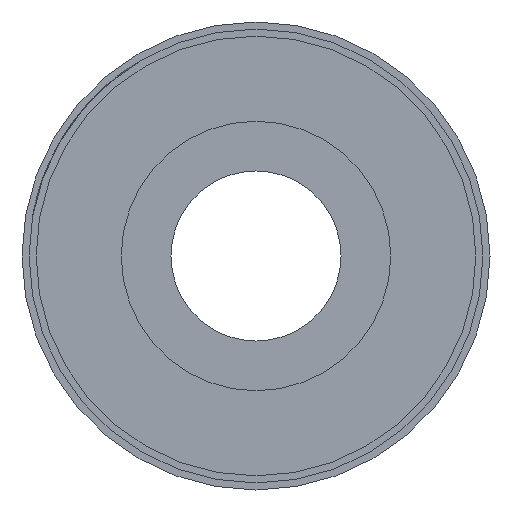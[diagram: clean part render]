
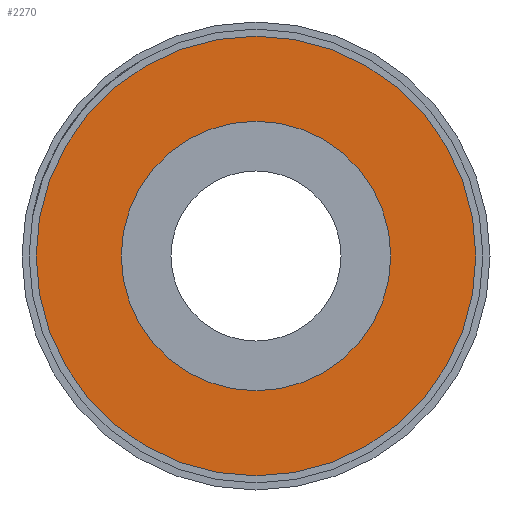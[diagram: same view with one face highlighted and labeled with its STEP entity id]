
A CAD part, left-side view. The second image highlights one B-rep face of the part: STEP entity #2270.
In plain terms, the highlighted planar face has unit normal (-1, 0, 0).
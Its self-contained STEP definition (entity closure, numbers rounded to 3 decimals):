
#538 = EDGE_CURVE ( 'NONE', #2392, #2899, #1672, .T. ) ;
#599 = DIRECTION ( 'NONE',  ( 0., 0., 1. ) ) ;
#705 = CARTESIAN_POINT ( 'NONE',  ( 0., 0., 0. ) ) ;
#752 = DIRECTION ( 'NONE',  ( -1., 0., 0. ) ) ;
#938 = AXIS2_PLACEMENT_3D ( 'NONE', #1377, #752, #1844 ) ;
#1308 = CIRCLE ( 'NONE', #2298, 9.5 ) ;
#1377 = CARTESIAN_POINT ( 'NONE',  ( 0., 0., 0. ) ) ;
#1408 = DIRECTION ( 'NONE',  ( -1., 0., 0. ) ) ;
#1569 = CIRCLE ( 'NONE', #6193, 15.5 ) ;
#1672 = CIRCLE ( 'NONE', #938, 9.5 ) ;
#1797 = AXIS2_PLACEMENT_3D ( 'NONE', #7013, #7162, #2902 ) ;
#1844 = DIRECTION ( 'NONE',  ( 0., 0., 1. ) ) ;
#1882 = DIRECTION ( 'NONE',  ( 0., 0., 1. ) ) ;
#2270 = ADVANCED_FACE ( 'NONE', ( #7743, #4738 ), #2385, .F. ) ;
#2298 = AXIS2_PLACEMENT_3D ( 'NONE', #4127, #5973, #599 ) ;
#2365 = CARTESIAN_POINT ( 'NONE',  ( 0., 0., -9.5 ) ) ;
#2385 = PLANE ( 'NONE',  #1797 ) ;
#2392 = VERTEX_POINT ( 'NONE', #6079 ) ;
#2444 = ORIENTED_EDGE ( 'NONE', *, *, #6703, .T. ) ;
#2599 = EDGE_LOOP ( 'NONE', ( #2444, #4088 ) ) ;
#2899 = VERTEX_POINT ( 'NONE', #2365 ) ;
#2902 = DIRECTION ( 'NONE',  ( 0., 0., -1. ) ) ;
#2971 = EDGE_CURVE ( 'NONE', #2899, #2392, #1308, .T. ) ;
#3797 = DIRECTION ( 'NONE',  ( 0., 0., 1. ) ) ;
#3798 = VERTEX_POINT ( 'NONE', #4812 ) ;
#3848 = EDGE_CURVE ( 'NONE', #3798, #4951, #1569, .T. ) ;
#3874 = ORIENTED_EDGE ( 'NONE', *, *, #2971, .F. ) ;
#4088 = ORIENTED_EDGE ( 'NONE', *, *, #3848, .T. ) ;
#4127 = CARTESIAN_POINT ( 'NONE',  ( 0., 0., 0. ) ) ;
#4230 = CARTESIAN_POINT ( 'NONE',  ( 0., 0., 0. ) ) ;
#4267 = ORIENTED_EDGE ( 'NONE', *, *, #538, .F. ) ;
#4343 = AXIS2_PLACEMENT_3D ( 'NONE', #705, #1408, #3797 ) ;
#4638 = CARTESIAN_POINT ( 'NONE',  ( 0., 0., 15.5 ) ) ;
#4738 = FACE_OUTER_BOUND ( 'NONE', #2599, .T. ) ;
#4812 = CARTESIAN_POINT ( 'NONE',  ( 0., 0., -15.5 ) ) ;
#4951 = VERTEX_POINT ( 'NONE', #4638 ) ;
#5457 = EDGE_LOOP ( 'NONE', ( #4267, #3874 ) ) ;
#5720 = CIRCLE ( 'NONE', #4343, 15.5 ) ;
#5973 = DIRECTION ( 'NONE',  ( -1., 0., 0. ) ) ;
#6079 = CARTESIAN_POINT ( 'NONE',  ( 0., 0., 9.5 ) ) ;
#6193 = AXIS2_PLACEMENT_3D ( 'NONE', #4230, #6613, #1882 ) ;
#6613 = DIRECTION ( 'NONE',  ( -1., 0., 0. ) ) ;
#6703 = EDGE_CURVE ( 'NONE', #4951, #3798, #5720, .T. ) ;
#7013 = CARTESIAN_POINT ( 'NONE',  ( 0., 0., 0. ) ) ;
#7162 = DIRECTION ( 'NONE',  ( 1., 0., 0. ) ) ;
#7743 = FACE_BOUND ( 'NONE', #5457, .T. ) ;
